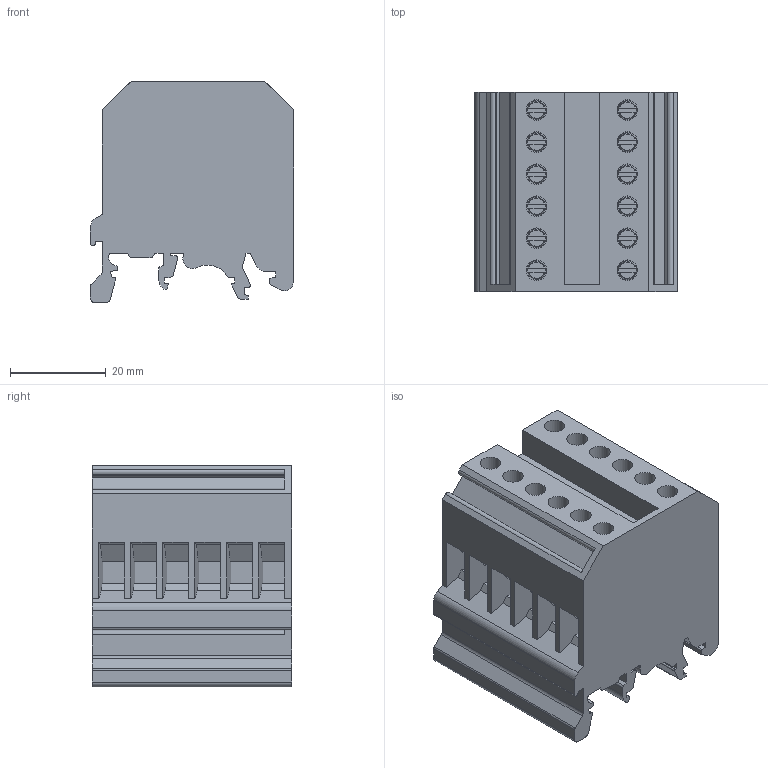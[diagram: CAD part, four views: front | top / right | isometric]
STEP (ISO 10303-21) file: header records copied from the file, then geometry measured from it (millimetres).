
FILE_DESCRIPTION(/* description */ ('Unknown'),/* implementation_level */ '2;1');
FILE_NAME(/* name */ 'FDBK6_3D_SOLID',/* time_stamp */ '2025-04-02T16:13:20+06:00',/* author */ ('Unknown'),/* organization */ ('Unknown'),/* preprocessor_version */ 'ST-DEVELOPER v16.7',/* originating_system */ 'Solid Edge',/* authorisation */ 'Unknown');
FILE_SCHEMA (('AUTOMOTIVE_DESIGN {1 0 10303 214 3 1 1}'));
Length unit declared in the file: millimetre
Products named in the file (1): FDBK6_3D_SOLID
Bounding box: 42.5 x 41.7 x 46.4 mm (x, y, z)
Volume: 59177.9 mm3; surface area: 17979.6 mm2
Topology: 1 solids, 13 shells, 629 faces, 1683 edges, 1112 vertices
Faces by surface type: plane 439, cylinder 100, torus 78, cone 12
Full cylindrical faces by diameter (mm): 3 x6, 4.3 x12
Entity records: 23829 total; most frequent: CARTESIAN_POINT 3989, ORIENTED_EDGE 3246, DIRECTION 3041, EDGE_CURVE 1623, VERTEX_POINT 1088, LINE 1081, VECTOR 1081, AXIS2_PLACEMENT_3D 980
